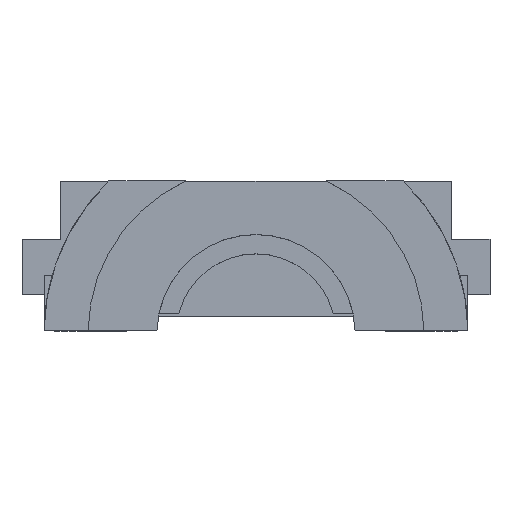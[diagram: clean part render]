
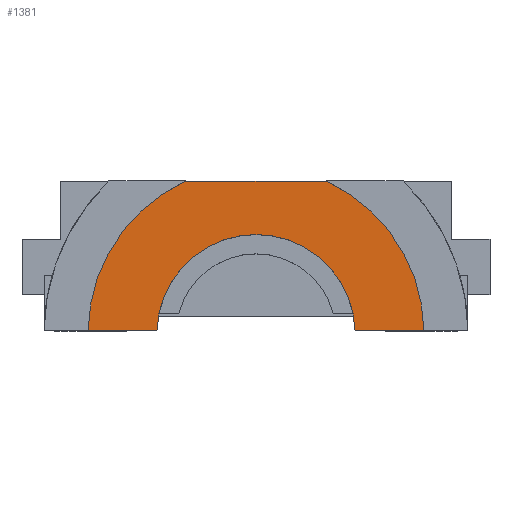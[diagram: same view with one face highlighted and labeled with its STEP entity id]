
A CAD part, top view. The second image highlights one B-rep face of the part: STEP entity #1381.
In plain terms, the highlighted planar face has unit normal (0, 0, 1).
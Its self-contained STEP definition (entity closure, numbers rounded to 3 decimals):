
#57=PLANE('',#1499);
#125=FACE_OUTER_BOUND('',#199,.T.);
#199=EDGE_LOOP('',(#1185,#1186,#1187,#1188,#1189,#1190));
#231=LINE('',#1925,#393);
#265=LINE('',#2004,#427);
#344=LINE('',#2212,#506);
#393=VECTOR('',#1541,10.);
#427=VECTOR('',#1601,10.);
#506=VECTOR('',#1812,10.);
#574=CIRCLE('',#1481,9.);
#575=CIRCLE('',#1483,17.75);
#582=CIRCLE('',#1498,17.75);
#594=VERTEX_POINT('',#1922);
#595=VERTEX_POINT('',#1924);
#626=VERTEX_POINT('',#2001);
#627=VERTEX_POINT('',#2003);
#684=VERTEX_POINT('',#2179);
#690=VERTEX_POINT('',#2208);
#725=EDGE_CURVE('',#595,#594,#231,.T.);
#764=EDGE_CURVE('',#627,#626,#265,.T.);
#852=EDGE_CURVE('',#626,#595,#574,.T.);
#854=EDGE_CURVE('',#684,#594,#575,.T.);
#869=EDGE_CURVE('',#627,#690,#582,.T.);
#870=EDGE_CURVE('',#684,#690,#344,.T.);
#1185=ORIENTED_EDGE('',*,*,#870,.T.);
#1186=ORIENTED_EDGE('',*,*,#869,.F.);
#1187=ORIENTED_EDGE('',*,*,#764,.T.);
#1188=ORIENTED_EDGE('',*,*,#852,.T.);
#1189=ORIENTED_EDGE('',*,*,#725,.T.);
#1190=ORIENTED_EDGE('',*,*,#854,.F.);
#1381=ADVANCED_FACE('',(#125),#57,.T.);
#1481=AXIS2_PLACEMENT_3D('',#2176,#1765,#1766);
#1483=AXIS2_PLACEMENT_3D('',#2181,#1770,#1771);
#1498=AXIS2_PLACEMENT_3D('',#2210,#1808,#1809);
#1499=AXIS2_PLACEMENT_3D('',#2211,#1810,#1811);
#1541=DIRECTION('',(1.,0.,0.));
#1601=DIRECTION('',(1.,0.,0.));
#1765=DIRECTION('center_axis',(0.,0.,-1.));
#1766=DIRECTION('ref_axis',(0.,1.,0.));
#1770=DIRECTION('center_axis',(0.,0.,-1.));
#1771=DIRECTION('ref_axis',(0.,1.,0.));
#1808=DIRECTION('center_axis',(0.,0.,-1.));
#1809=DIRECTION('ref_axis',(0.,1.,0.));
#1810=DIRECTION('center_axis',(0.,0.,1.));
#1811=DIRECTION('ref_axis',(1.,0.,0.));
#1812=DIRECTION('',(-1.,0.,0.));
#1922=CARTESIAN_POINT('',(-0.002,5.5,37.35));
#1924=CARTESIAN_POINT('',(-8.753,5.5,37.35));
#1925=CARTESIAN_POINT('',(-17.75,5.5,37.35));
#2001=CARTESIAN_POINT('',(-26.747,5.5,37.35));
#2003=CARTESIAN_POINT('',(-35.498,5.5,37.35));
#2004=CARTESIAN_POINT('',(-17.75,5.5,37.35));
#2176=CARTESIAN_POINT('Origin',(-17.75,5.25,37.35));
#2179=CARTESIAN_POINT('',(-6.649,19.1,37.35));
#2181=CARTESIAN_POINT('Origin',(-17.75,5.25,37.35));
#2208=CARTESIAN_POINT('',(-28.851,19.1,37.35));
#2210=CARTESIAN_POINT('Origin',(-17.75,5.25,37.35));
#2211=CARTESIAN_POINT('Origin',(-17.75,23.,37.35));
#2212=CARTESIAN_POINT('',(-17.75,19.1,37.35));
